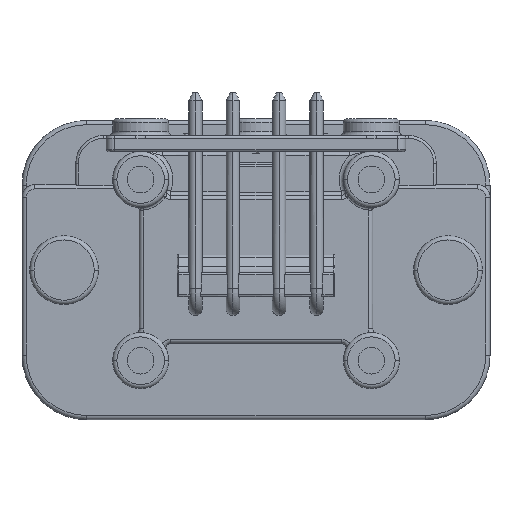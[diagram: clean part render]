
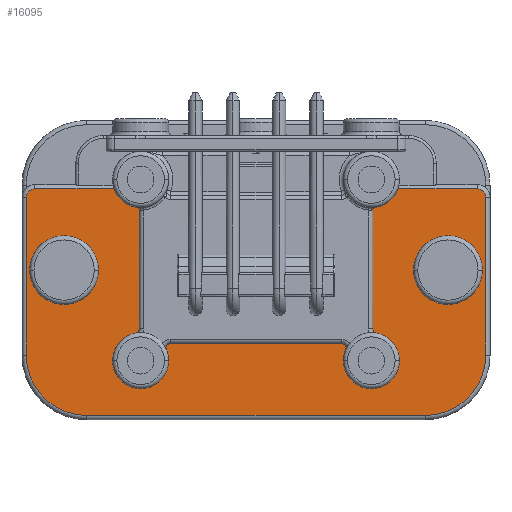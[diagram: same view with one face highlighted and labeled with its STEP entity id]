
A CAD part, front view. The second image highlights one B-rep face of the part: STEP entity #16095.
In plain terms, the highlighted planar face has unit normal (0, -1, 0).
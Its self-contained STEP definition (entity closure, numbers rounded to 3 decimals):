
#175=DIRECTION('',(0.,0.,1.));
#176=VECTOR('',#175,18.56);
#177=CARTESIAN_POINT('',(27.06,0.,-10.005));
#178=LINE('',#177,#176);
#188=CARTESIAN_POINT('',(-22.606,0.,0.));
#189=DIRECTION('',(0.,-1.,0.));
#190=DIRECTION('',(1.,0.,0.));
#191=AXIS2_PLACEMENT_3D('',#188,#189,#190);
#193=CARTESIAN_POINT('',(-22.606,0.,0.));
#194=DIRECTION('',(0.,-1.,0.));
#195=DIRECTION('',(-1.,0.,0.));
#196=AXIS2_PLACEMENT_3D('',#193,#194,#195);
#198=CARTESIAN_POINT('',(22.606,0.,0.));
#199=DIRECTION('',(0.,-1.,0.));
#200=DIRECTION('',(1.,0.,0.));
#201=AXIS2_PLACEMENT_3D('',#198,#199,#200);
#203=CARTESIAN_POINT('',(22.606,0.,0.));
#204=DIRECTION('',(0.,-1.,0.));
#205=DIRECTION('',(-1.,0.,0.));
#206=AXIS2_PLACEMENT_3D('',#203,#204,#205);
#208=DIRECTION('',(0.,0.,-1.));
#209=VECTOR('',#208,14.024);
#210=CARTESIAN_POINT('',(-13.75,0.,7.098));
#211=LINE('',#210,#209);
#212=CARTESIAN_POINT('',(-13.589,0.,-10.668));
#213=DIRECTION('',(0.,-1.,0.));
#214=DIRECTION('',(-0.174,0.,0.985));
#215=AXIS2_PLACEMENT_3D('',#212,#213,#214);
#217=CARTESIAN_POINT('',(-13.589,0.,-10.668));
#218=DIRECTION('',(0.,-1.,0.));
#219=DIRECTION('',(-1.,0.,0.));
#220=AXIS2_PLACEMENT_3D('',#217,#218,#219);
#222=CARTESIAN_POINT('',(13.589,0.,-10.668));
#223=DIRECTION('',(0.,-1.,0.));
#224=DIRECTION('',(-1.,0.,0.));
#225=AXIS2_PLACEMENT_3D('',#222,#223,#224);
#227=CARTESIAN_POINT('',(13.589,0.,-10.668));
#228=DIRECTION('',(0.,-1.,0.));
#229=DIRECTION('',(1.,0.,0.));
#230=AXIS2_PLACEMENT_3D('',#227,#228,#229);
#232=DIRECTION('',(0.,0.,1.));
#233=VECTOR('',#232,14.024);
#234=CARTESIAN_POINT('',(13.75,0.,-6.926));
#235=LINE('',#234,#233);
#236=CARTESIAN_POINT('',(26.06,0.,8.555));
#237=DIRECTION('',(0.,-1.,0.));
#238=DIRECTION('',(1.,0.,0.));
#239=AXIS2_PLACEMENT_3D('',#236,#237,#238);
#241=CARTESIAN_POINT('',(19.94,0.,-10.005));
#242=DIRECTION('',(0.,-1.,0.));
#243=DIRECTION('',(0.,0.,-1.));
#244=AXIS2_PLACEMENT_3D('',#241,#242,#243);
#246=DIRECTION('',(1.,0.,0.));
#247=VECTOR('',#246,39.88);
#248=CARTESIAN_POINT('',(-19.94,0.,-17.125));
#249=LINE('',#248,#247);
#250=CARTESIAN_POINT('',(-19.94,0.,-10.005));
#251=DIRECTION('',(0.,-1.,0.));
#252=DIRECTION('',(-1.,0.,0.));
#253=AXIS2_PLACEMENT_3D('',#250,#251,#252);
#255=CARTESIAN_POINT('',(-26.06,0.,8.555));
#256=DIRECTION('',(0.,-1.,0.));
#257=DIRECTION('',(0.,0.,1.));
#258=AXIS2_PLACEMENT_3D('',#255,#256,#257);
#347=DIRECTION('',(-1.,0.,0.));
#348=VECTOR('',#347,9.364);
#349=CARTESIAN_POINT('',(-16.696,0.,9.555));
#350=LINE('',#349,#348);
#4458=CARTESIAN_POINT('',(13.589,0.,10.668));
#4459=DIRECTION('',(0.,-1.,0.));
#4460=DIRECTION('',(0.128,0.,-0.992));
#4461=AXIS2_PLACEMENT_3D('',#4458,#4459,#4460);
#4523=DIRECTION('',(-1.,0.,0.));
#4524=VECTOR('',#4523,9.364);
#4525=CARTESIAN_POINT('',(26.06,0.,9.555));
#4526=LINE('',#4525,#4524);
#4708=DIRECTION('',(0.,0.,-1.));
#4709=VECTOR('',#4708,18.56);
#4710=CARTESIAN_POINT('',(-27.06,0.,8.555));
#4711=LINE('',#4710,#4709);
#4772=CARTESIAN_POINT('',(14.05,0.,7.098));
#4773=DIRECTION('',(0.,1.,0.));
#4774=DIRECTION('',(-1.,0.,0.));
#4775=AXIS2_PLACEMENT_3D('',#4772,#4773,#4774);
#4790=CARTESIAN_POINT('',(14.25,0.,-6.926));
#4791=DIRECTION('',(0.,-1.,0.));
#4792=DIRECTION('',(-1.,0.,0.));
#4793=AXIS2_PLACEMENT_3D('',#4790,#4791,#4792);
#4800=CARTESIAN_POINT('',(13.589,0.,-10.668));
#4801=DIRECTION('',(0.,-1.,0.));
#4802=DIRECTION('',(-0.917,0.,0.399));
#4803=AXIS2_PLACEMENT_3D('',#4800,#4801,#4802);
#4822=CARTESIAN_POINT('',(10.105,0.,-9.15));
#4823=DIRECTION('',(0.,1.,0.));
#4824=DIRECTION('',(0.,0.,1.));
#4825=AXIS2_PLACEMENT_3D('',#4822,#4823,#4824);
#4832=DIRECTION('',(1.,0.,0.));
#4833=VECTOR('',#4832,20.211);
#4834=CARTESIAN_POINT('',(-10.105,0.,-8.65));
#4835=LINE('',#4834,#4833);
#4848=CARTESIAN_POINT('',(-10.105,0.,-9.15));
#4849=DIRECTION('',(0.,-1.,0.));
#4850=DIRECTION('',(0.,0.,1.));
#4851=AXIS2_PLACEMENT_3D('',#4848,#4849,#4850);
#4858=CARTESIAN_POINT('',(-13.589,0.,-10.668));
#4859=DIRECTION('',(0.,-1.,0.));
#4860=DIRECTION('',(1.,0.,0.));
#4861=AXIS2_PLACEMENT_3D('',#4858,#4859,#4860);
#5601=CARTESIAN_POINT('',(-13.589,0.,10.668));
#5602=DIRECTION('',(0.,-1.,0.));
#5603=DIRECTION('',(-0.941,0.,-0.337));
#5604=AXIS2_PLACEMENT_3D('',#5601,#5602,#5603);
#5819=CARTESIAN_POINT('',(-14.25,0.,-6.926));
#5820=DIRECTION('',(0.,1.,0.));
#5821=DIRECTION('',(1.,0.,0.));
#5822=AXIS2_PLACEMENT_3D('',#5819,#5820,#5821);
#5837=CARTESIAN_POINT('',(-14.05,0.,7.098));
#5838=DIRECTION('',(0.,-1.,0.));
#5839=DIRECTION('',(1.,0.,0.));
#5840=AXIS2_PLACEMENT_3D('',#5837,#5838,#5839);
#13459=CARTESIAN_POINT('',(-26.656,0.,0.));
#13460=VERTEX_POINT('',#13459);
#13461=CARTESIAN_POINT('',(26.656,0.,0.));
#13462=VERTEX_POINT('',#13461);
#13609=CARTESIAN_POINT('',(19.94,0.,-17.125));
#13610=CARTESIAN_POINT('',(27.06,0.,-10.005));
#13611=VERTEX_POINT('',#13609);
#13612=VERTEX_POINT('',#13610);
#13617=CARTESIAN_POINT('',(-19.94,0.,-17.125));
#13618=VERTEX_POINT('',#13617);
#13621=CARTESIAN_POINT('',(-27.06,0.,-10.005));
#13622=VERTEX_POINT('',#13621);
#14103=CARTESIAN_POINT('',(-18.556,0.,0.));
#14104=VERTEX_POINT('',#14103);
#14105=CARTESIAN_POINT('',(18.556,0.,0.));
#14106=VERTEX_POINT('',#14105);
#14211=CARTESIAN_POINT('',(27.06,0.,8.555));
#14212=CARTESIAN_POINT('',(26.06,0.,9.555));
#14213=VERTEX_POINT('',#14211);
#14214=VERTEX_POINT('',#14212);
#14243=CARTESIAN_POINT('',(-26.06,0.,9.555));
#14244=CARTESIAN_POINT('',(-27.06,0.,8.555));
#14245=VERTEX_POINT('',#14243);
#14246=VERTEX_POINT('',#14244);
#15591=CARTESIAN_POINT('',(13.75,0.,-6.926));
#15592=CARTESIAN_POINT('',(14.163,0.,-7.418));
#15593=VERTEX_POINT('',#15591);
#15594=VERTEX_POINT('',#15592);
#15595=CARTESIAN_POINT('',(-13.75,0.,-6.926));
#15596=CARTESIAN_POINT('',(-14.163,0.,-7.418));
#15597=VERTEX_POINT('',#15595);
#15598=VERTEX_POINT('',#15596);
#15599=CARTESIAN_POINT('',(-16.889,0.,-10.668));
#15600=VERTEX_POINT('',#15599);
#15601=CARTESIAN_POINT('',(16.889,0.,-10.668));
#15602=VERTEX_POINT('',#15601);
#15655=CARTESIAN_POINT('',(-10.105,0.,-8.65));
#15656=CARTESIAN_POINT('',(10.105,0.,-8.65));
#15657=VERTEX_POINT('',#15655);
#15658=VERTEX_POINT('',#15656);
#15659=CARTESIAN_POINT('',(-10.289,0.,-10.668));
#15660=CARTESIAN_POINT('',(-10.564,0.,-9.35));
#15661=VERTEX_POINT('',#15659);
#15662=VERTEX_POINT('',#15660);
#15663=CARTESIAN_POINT('',(10.564,0.,-9.35));
#15664=CARTESIAN_POINT('',(10.289,0.,-10.668));
#15665=VERTEX_POINT('',#15663);
#15666=VERTEX_POINT('',#15664);
#15667=CARTESIAN_POINT('',(13.75,0.,7.098));
#15668=CARTESIAN_POINT('',(14.012,0.,7.395));
#15669=VERTEX_POINT('',#15667);
#15670=VERTEX_POINT('',#15668);
#15671=CARTESIAN_POINT('',(-13.75,0.,7.098));
#15672=CARTESIAN_POINT('',(-14.012,0.,7.395));
#15673=VERTEX_POINT('',#15671);
#15674=VERTEX_POINT('',#15672);
#15675=CARTESIAN_POINT('',(16.696,0.,9.555));
#15676=VERTEX_POINT('',#15675);
#15677=CARTESIAN_POINT('',(-16.696,0.,9.555));
#15678=VERTEX_POINT('',#15677);
#16025=CARTESIAN_POINT('',(0.,0.,0.));
#16026=DIRECTION('',(0.,1.,0.));
#16027=DIRECTION('',(1.,0.,0.));
#16028=AXIS2_PLACEMENT_3D('',#16025,#16026,#16027);
#16029=PLANE('',#16028);
#16031=ORIENTED_EDGE('',*,*,#16030,.F.);
#16033=ORIENTED_EDGE('',*,*,#16032,.T.);
#16035=ORIENTED_EDGE('',*,*,#16034,.F.);
#16037=ORIENTED_EDGE('',*,*,#16036,.T.);
#16039=ORIENTED_EDGE('',*,*,#16038,.T.);
#16041=ORIENTED_EDGE('',*,*,#16040,.T.);
#16043=ORIENTED_EDGE('',*,*,#16042,.T.);
#16045=ORIENTED_EDGE('',*,*,#16044,.T.);
#16047=ORIENTED_EDGE('',*,*,#16046,.F.);
#16049=ORIENTED_EDGE('',*,*,#16048,.T.);
#16051=ORIENTED_EDGE('',*,*,#16050,.T.);
#16053=ORIENTED_EDGE('',*,*,#16052,.T.);
#16055=ORIENTED_EDGE('',*,*,#16054,.T.);
#16057=ORIENTED_EDGE('',*,*,#16056,.T.);
#16059=ORIENTED_EDGE('',*,*,#16058,.F.);
#16061=ORIENTED_EDGE('',*,*,#16060,.T.);
#16063=ORIENTED_EDGE('',*,*,#16062,.T.);
#16065=ORIENTED_EDGE('',*,*,#16064,.T.);
#16067=ORIENTED_EDGE('',*,*,#16066,.F.);
#16069=ORIENTED_EDGE('',*,*,#16068,.F.);
#16070=ORIENTED_EDGE('',*,*,#16015,.F.);
#16072=ORIENTED_EDGE('',*,*,#16071,.F.);
#16074=ORIENTED_EDGE('',*,*,#16073,.F.);
#16076=ORIENTED_EDGE('',*,*,#16075,.F.);
#16078=ORIENTED_EDGE('',*,*,#16077,.F.);
#16080=ORIENTED_EDGE('',*,*,#16079,.F.);
#16081=EDGE_LOOP('',(#16031,#16033,#16035,#16037,#16039,#16041,#16043,#16045,
#16047,#16049,#16051,#16053,#16055,#16057,#16059,#16061,#16063,#16065,#16067,
#16069,#16070,#16072,#16074,#16076,#16078,#16080));
#16082=FACE_OUTER_BOUND('',#16081,.F.);
#16084=ORIENTED_EDGE('',*,*,#16083,.T.);
#16086=ORIENTED_EDGE('',*,*,#16085,.T.);
#16087=EDGE_LOOP('',(#16084,#16086));
#16088=FACE_BOUND('',#16087,.F.);
#16090=ORIENTED_EDGE('',*,*,#16089,.T.);
#16092=ORIENTED_EDGE('',*,*,#16091,.T.);
#16093=EDGE_LOOP('',(#16090,#16092));
#16094=FACE_BOUND('',#16093,.F.);
#16095=ADVANCED_FACE('',(#16082,#16088,#16094),#16029,.F.);
#192=CIRCLE('',#191,4.05);
#197=CIRCLE('',#196,4.05);
#202=CIRCLE('',#201,4.05);
#207=CIRCLE('',#206,4.05);
#216=CIRCLE('',#215,3.3);
#221=CIRCLE('',#220,3.3);
#226=CIRCLE('',#225,3.3);
#231=CIRCLE('',#230,3.3);
#240=CIRCLE('',#239,1.);
#245=CIRCLE('',#244,7.12);
#254=CIRCLE('',#253,7.12);
#259=CIRCLE('',#258,1.);
#4462=CIRCLE('',#4461,3.3);
#4776=CIRCLE('',#4775,0.3);
#4794=CIRCLE('',#4793,0.5);
#4804=CIRCLE('',#4803,3.3);
#4826=CIRCLE('',#4825,0.5);
#4852=CIRCLE('',#4851,0.5);
#4862=CIRCLE('',#4861,3.3);
#5605=CIRCLE('',#5604,3.3);
#5823=CIRCLE('',#5822,0.5);
#5841=CIRCLE('',#5840,0.3);
#16015=EDGE_CURVE('',#13612,#14213,#178,.T.);
#16030=EDGE_CURVE('',#15678,#14245,#350,.T.);
#16032=EDGE_CURVE('',#15678,#15674,#5605,.T.);
#16034=EDGE_CURVE('',#15673,#15674,#5841,.T.);
#16036=EDGE_CURVE('',#15673,#15597,#211,.T.);
#16038=EDGE_CURVE('',#15597,#15598,#5823,.T.);
#16040=EDGE_CURVE('',#15598,#15600,#216,.T.);
#16042=EDGE_CURVE('',#15600,#15661,#221,.T.);
#16044=EDGE_CURVE('',#15661,#15662,#4862,.T.);
#16046=EDGE_CURVE('',#15657,#15662,#4852,.T.);
#16048=EDGE_CURVE('',#15657,#15658,#4835,.T.);
#16050=EDGE_CURVE('',#15658,#15665,#4826,.T.);
#16052=EDGE_CURVE('',#15665,#15666,#4804,.T.);
#16054=EDGE_CURVE('',#15666,#15602,#226,.T.);
#16056=EDGE_CURVE('',#15602,#15594,#231,.T.);
#16058=EDGE_CURVE('',#15593,#15594,#4794,.T.);
#16060=EDGE_CURVE('',#15593,#15669,#235,.T.);
#16062=EDGE_CURVE('',#15669,#15670,#4776,.T.);
#16064=EDGE_CURVE('',#15670,#15676,#4462,.T.);
#16066=EDGE_CURVE('',#14214,#15676,#4526,.T.);
#16068=EDGE_CURVE('',#14213,#14214,#240,.T.);
#16071=EDGE_CURVE('',#13611,#13612,#245,.T.);
#16073=EDGE_CURVE('',#13618,#13611,#249,.T.);
#16075=EDGE_CURVE('',#13622,#13618,#254,.T.);
#16077=EDGE_CURVE('',#14246,#13622,#4711,.T.);
#16079=EDGE_CURVE('',#14245,#14246,#259,.T.);
#16083=EDGE_CURVE('',#13462,#14106,#202,.T.);
#16085=EDGE_CURVE('',#14106,#13462,#207,.T.);
#16089=EDGE_CURVE('',#14104,#13460,#192,.T.);
#16091=EDGE_CURVE('',#13460,#14104,#197,.T.);
